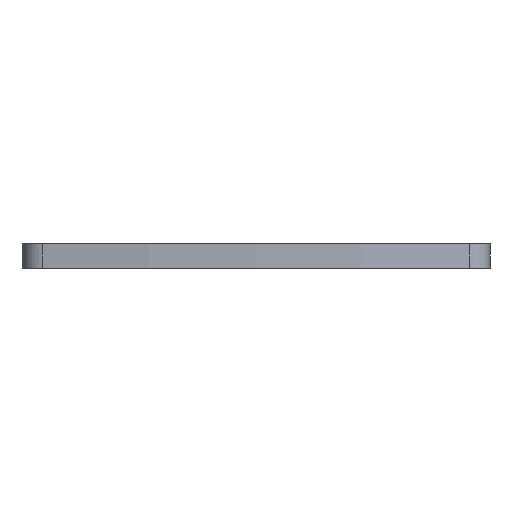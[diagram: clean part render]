
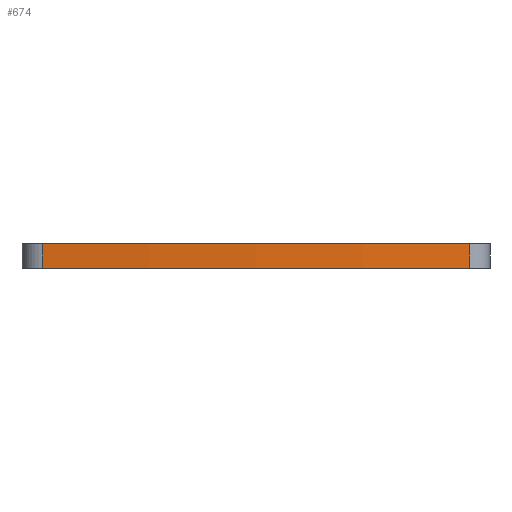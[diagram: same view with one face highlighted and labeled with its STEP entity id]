
A CAD part, front view. The second image highlights one B-rep face of the part: STEP entity #674.
In plain terms, the highlighted cylindrical face has radius 381 mm (diameter 762 mm), a partial arc.
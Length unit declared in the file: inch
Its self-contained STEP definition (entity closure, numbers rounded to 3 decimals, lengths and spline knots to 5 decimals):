
#193 = CIRCLE ( 'NONE', #3044, 15. ) ;
#654 = DIRECTION ( 'NONE',  ( 1., 0., 0. ) ) ;
#663 = DIRECTION ( 'NONE',  ( 0., 0., 1. ) ) ;
#672 = CARTESIAN_POINT ( 'NONE',  ( 0., 13.39939, 0.25 ) ) ;
#674 = ADVANCED_FACE ( 'NONE', ( #915 ), #745, .T. ) ;
#745 = CYLINDRICAL_SURFACE ( 'NONE', #4709, 15. ) ;
#782 = ORIENTED_EDGE ( 'NONE', *, *, #4095, .T. ) ;
#837 = ORIENTED_EDGE ( 'NONE', *, *, #4214, .F. ) ;
#853 = ORIENTED_EDGE ( 'NONE', *, *, #2408, .F. ) ;
#892 = CARTESIAN_POINT ( 'NONE',  ( 2.22458, -1.43474, 0.25 ) ) ;
#893 = ORIENTED_EDGE ( 'NONE', *, *, #5758, .T. ) ;
#915 = FACE_OUTER_BOUND ( 'NONE', #1391, .T. ) ;
#1162 = VERTEX_POINT ( 'NONE', #1517 ) ;
#1391 = EDGE_LOOP ( 'NONE', ( #782, #837, #853, #893 ) ) ;
#1517 = CARTESIAN_POINT ( 'NONE',  ( 2.22458, -1.43474, 0. ) ) ;
#2048 = VERTEX_POINT ( 'NONE', #4998 ) ;
#2398 = VERTEX_POINT ( 'NONE', #892 ) ;
#2408 = EDGE_CURVE ( 'NONE', #2795, #2398, #2736, .T. ) ;
#2513 = DIRECTION ( 'NONE',  ( 0., 0., -1. ) ) ;
#2684 = CARTESIAN_POINT ( 'NONE',  ( 2.22458, -1.43474, 0.25 ) ) ;
#2736 = CIRCLE ( 'NONE', #3836, 15. ) ;
#2781 = DIRECTION ( 'NONE',  ( 1., 0., 0. ) ) ;
#2789 = DIRECTION ( 'NONE',  ( 0., 0., 1. ) ) ;
#2795 = VERTEX_POINT ( 'NONE', #3546 ) ;
#2796 = CARTESIAN_POINT ( 'NONE',  ( 0., 13.39939, 0. ) ) ;
#2853 = CARTESIAN_POINT ( 'NONE',  ( 0., 13.39939, 0.25 ) ) ;
#2870 = DIRECTION ( 'NONE',  ( -1., 0., 0. ) ) ;
#2899 = VECTOR ( 'NONE', #3649, 39.37008 ) ;
#2903 = DIRECTION ( 'NONE',  ( 0., 0., -1. ) ) ;
#2975 = LINE ( 'NONE', #3665, #2899 ) ;
#3044 = AXIS2_PLACEMENT_3D ( 'NONE', #2796, #2789, #2781 ) ;
#3546 = CARTESIAN_POINT ( 'NONE',  ( -2.22458, -1.43474, 0.25 ) ) ;
#3649 = DIRECTION ( 'NONE',  ( 0., 0., -1. ) ) ;
#3665 = CARTESIAN_POINT ( 'NONE',  ( -2.22458, -1.43474, 0.25 ) ) ;
#3836 = AXIS2_PLACEMENT_3D ( 'NONE', #672, #663, #654 ) ;
#4095 = EDGE_CURVE ( 'NONE', #2048, #1162, #193, .T. ) ;
#4214 = EDGE_CURVE ( 'NONE', #2398, #1162, #5762, .T. ) ;
#4709 = AXIS2_PLACEMENT_3D ( 'NONE', #2853, #2903, #2870 ) ;
#4998 = CARTESIAN_POINT ( 'NONE',  ( -2.22458, -1.43474, 0. ) ) ;
#5755 = VECTOR ( 'NONE', #2513, 39.37008 ) ;
#5758 = EDGE_CURVE ( 'NONE', #2795, #2048, #2975, .T. ) ;
#5762 = LINE ( 'NONE', #2684, #5755 ) ;
